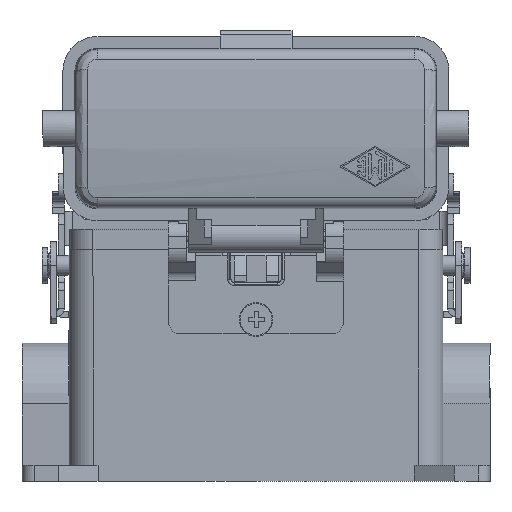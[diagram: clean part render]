
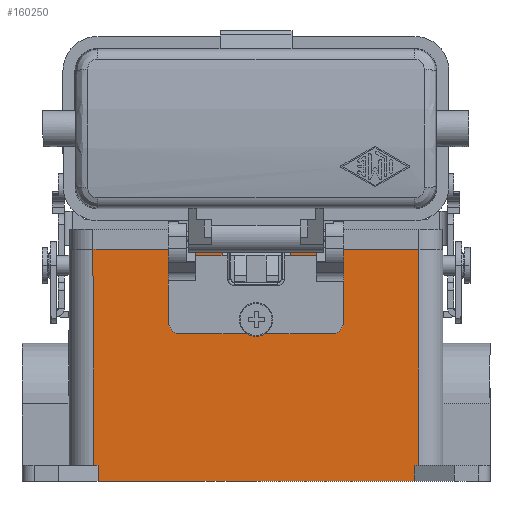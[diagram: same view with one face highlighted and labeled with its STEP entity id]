
A CAD part, left-side view. The second image highlights one B-rep face of the part: STEP entity #160250.
In plain terms, the highlighted face is planar.
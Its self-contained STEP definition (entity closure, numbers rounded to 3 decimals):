
#9600=CARTESIAN_POINT('',(21.9,22.25,-14.1));
#9610=VERTEX_POINT('',#9600);
#9640=CARTESIAN_POINT('',(21.9,22.25,0.));
#9650=DIRECTION('',(0.,0.,1.));
#9660=VECTOR('',#9650,1.);
#9670=LINE('',#9640,#9660);
#9680=CARTESIAN_POINT('',(21.9,22.25,2.4));
#9690=VERTEX_POINT('',#9680);
#9700=EDGE_CURVE('',#9610,#9690,#9670,.T.);
#59280=CARTESIAN_POINT('',(-8.5,22.25,4.));
#59290=VERTEX_POINT('',#59280);
#59320=CARTESIAN_POINT('',(-8.5,22.25,0.));
#59330=DIRECTION('',(0.,0.,-1.));
#59340=VECTOR('',#59330,1.);
#59350=LINE('',#59320,#59340);
#59360=CARTESIAN_POINT('',(-8.5,22.25,2.4));
#59370=VERTEX_POINT('',#59360);
#59380=EDGE_CURVE('',#59290,#59370,#59350,.T.);
#59990=CARTESIAN_POINT('',(-18.9,22.25,-17.1));
#60000=VERTEX_POINT('',#59990);
#60160=CARTESIAN_POINT('',(-21.9,22.25,-14.1));
#60170=VERTEX_POINT('',#60160);
#60200=CARTESIAN_POINT('',(-18.9,22.25,-14.1));
#60210=DIRECTION('',(0.,-1.,0.));
#60220=DIRECTION('',(-1.,0.,0.));
#60230=AXIS2_PLACEMENT_3D('',#60200,#60210,#60220);
#60240=CIRCLE('',#60230,3.);
#60250=EDGE_CURVE('',#60170,#60000,#60240,.T.);
#72880=CARTESIAN_POINT('',(18.9,22.25,-17.1));
#72890=VERTEX_POINT('',#72880);
#72920=CARTESIAN_POINT('',(18.9,22.25,-14.1));
#72930=DIRECTION('',(0.,1.,0.));
#72940=DIRECTION('',(1.,0.,0.));
#72950=AXIS2_PLACEMENT_3D('',#72920,#72930,#72940);
#72960=CIRCLE('',#72950,3.);
#72970=EDGE_CURVE('',#9610,#72890,#72960,.T.);
#74990=CARTESIAN_POINT('',(0.,22.25,-17.1));
#75000=DIRECTION('',(1.,0.,0.));
#75010=VECTOR('',#75000,1.);
#75020=LINE('',#74990,#75010);
#75030=EDGE_CURVE('',#60000,#72890,#75020,.T.);
#78040=CARTESIAN_POINT('',(0.,22.25,2.4));
#78050=DIRECTION('',(-1.,0.,0.));
#78060=VECTOR('',#78050,1.);
#78070=LINE('',#78040,#78060);
#78080=CARTESIAN_POINT('',(8.5,22.25,2.4));
#78090=VERTEX_POINT('',#78080);
#78100=EDGE_CURVE('',#9690,#78090,#78070,.T.);
#81400=CARTESIAN_POINT('',(-21.9,22.25,2.4));
#81410=VERTEX_POINT('',#81400);
#81530=CARTESIAN_POINT('',(0.,22.25,2.4));
#81540=DIRECTION('',(-1.,0.,0.));
#81550=VECTOR('',#81540,1.);
#81560=LINE('',#81530,#81550);
#81570=EDGE_CURVE('',#59370,#81410,#81560,.T.);
#132880=CARTESIAN_POINT('',(39.5,22.25,-54.));
#132890=VERTEX_POINT('',#132880);
#132920=CARTESIAN_POINT('',(-39.5,22.25,-54.));
#132930=DIRECTION('',(1.,0.,0.));
#132940=VECTOR('',#132930,79.);
#132950=LINE('',#132920,#132940);
#132960=CARTESIAN_POINT('',(-39.5,22.25,-54.));
#132970=VERTEX_POINT('',#132960);
#132980=EDGE_CURVE('',#132970,#132890,#132950,.T.);
#139040=CARTESIAN_POINT('',(40.75,22.25,-50.));
#139050=VERTEX_POINT('',#139040);
#139080=CARTESIAN_POINT('',(39.5,22.25,-50.));
#139090=DIRECTION('',(1.,0.,0.));
#139100=VECTOR('',#139090,1.25);
#139110=LINE('',#139080,#139100);
#139120=CARTESIAN_POINT('',(39.5,22.25,-50.));
#139130=VERTEX_POINT('',#139120);
#139140=EDGE_CURVE('',#139130,#139050,#139110,.T.);
#139770=CARTESIAN_POINT('',(40.75,22.25,4.));
#139780=VERTEX_POINT('',#139770);
#139810=CARTESIAN_POINT('',(40.75,22.25,-50.));
#139820=DIRECTION('',(0.,0.,1.));
#139830=VECTOR('',#139820,55.);
#139840=LINE('',#139810,#139830);
#139850=EDGE_CURVE('',#139050,#139780,#139840,.T.);
#140190=CARTESIAN_POINT('',(-40.75,22.25,4.));
#140200=VERTEX_POINT('',#140190);
#140230=CARTESIAN_POINT('',(-40.75,22.25,4.));
#140240=DIRECTION('',(1.,0.,0.));
#140250=VECTOR('',#140240,81.5);
#140260=LINE('',#140230,#140250);
#140270=EDGE_CURVE('',#140200,#59290,#140260,.T.);
#141060=CARTESIAN_POINT('',(8.5,22.25,4.));
#141070=VERTEX_POINT('',#141060);
#141100=EDGE_CURVE('',#141070,#139780,#140260,.T.);
#159530=CARTESIAN_POINT('',(-40.75,22.25,-50.));
#159540=DIRECTION('',(0.,0.,1.));
#159550=VECTOR('',#159540,55.);
#159560=LINE('',#159530,#159550);
#159570=CARTESIAN_POINT('',(-40.75,22.25,-50.));
#159580=VERTEX_POINT('',#159570);
#159590=EDGE_CURVE('',#159580,#140200,#159560,.T.);
#159730=CARTESIAN_POINT('',(-39.5,22.25,-54.));
#159740=DIRECTION('',(0.,1.,0.));
#159750=DIRECTION('',(0.,0.,1.));
#159760=AXIS2_PLACEMENT_3D('',#159730,#159740,#159750);
#159770=PLANE('',#159760);
#159780=ORIENTED_EDGE('',*,*,#139140,.F.);
#159790=ORIENTED_EDGE('',*,*,#139850,.F.);
#159800=ORIENTED_EDGE('',*,*,#141100,.T.);
#159810=CARTESIAN_POINT('',(8.5,22.25,0.));
#159820=DIRECTION('',(0.,0.,-1.));
#159830=VECTOR('',#159820,1.);
#159840=LINE('',#159810,#159830);
#159850=EDGE_CURVE('',#141070,#78090,#159840,.T.);
#159860=ORIENTED_EDGE('',*,*,#159850,.F.);
#159870=ORIENTED_EDGE('',*,*,#78100,.T.);
#159880=ORIENTED_EDGE('',*,*,#9700,.T.);
#159890=ORIENTED_EDGE('',*,*,#72970,.F.);
#159900=ORIENTED_EDGE('',*,*,#75030,.T.);
#159910=ORIENTED_EDGE('',*,*,#60250,.T.);
#159920=CARTESIAN_POINT('',(-21.9,22.25,0.));
#159930=DIRECTION('',(0.,0.,1.));
#159940=VECTOR('',#159930,1.);
#159950=LINE('',#159920,#159940);
#159960=EDGE_CURVE('',#60170,#81410,#159950,.T.);
#159970=ORIENTED_EDGE('',*,*,#159960,.F.);
#159980=ORIENTED_EDGE('',*,*,#81570,.T.);
#159990=ORIENTED_EDGE('',*,*,#59380,.T.);
#160000=ORIENTED_EDGE('',*,*,#140270,.T.);
#160010=ORIENTED_EDGE('',*,*,#159590,.T.);
#160020=CARTESIAN_POINT('',(-40.75,22.25,-50.));
#160030=DIRECTION('',(1.,0.,0.));
#160040=VECTOR('',#160030,1.25);
#160050=LINE('',#160020,#160040);
#160060=CARTESIAN_POINT('',(-39.5,22.25,-50.));
#160070=VERTEX_POINT('',#160060);
#160080=EDGE_CURVE('',#159580,#160070,#160050,.T.);
#160090=ORIENTED_EDGE('',*,*,#160080,.F.);
#160100=CARTESIAN_POINT('',(-39.5,22.25,-54.));
#160110=DIRECTION('',(0.,0.,1.));
#160120=VECTOR('',#160110,4.);
#160130=LINE('',#160100,#160120);
#160140=EDGE_CURVE('',#132970,#160070,#160130,.T.);
#160150=ORIENTED_EDGE('',*,*,#160140,.T.);
#160160=ORIENTED_EDGE('',*,*,#132980,.F.);
#160170=CARTESIAN_POINT('',(39.5,22.25,-54.));
#160180=DIRECTION('',(0.,0.,1.));
#160190=VECTOR('',#160180,4.);
#160200=LINE('',#160170,#160190);
#160210=EDGE_CURVE('',#132890,#139130,#160200,.T.);
#160220=ORIENTED_EDGE('',*,*,#160210,.F.);
#160230=EDGE_LOOP('',(#160220,#160160,#160150,#160090,#160010,#160000,
#159990,#159980,#159970,#159910,#159900,#159890,#159880,#159870,#159860,
#159800,#159790,#159780));
#160240=FACE_OUTER_BOUND('',#160230,.T.);
#160250=ADVANCED_FACE('',(#160240),#159770,.T.);
